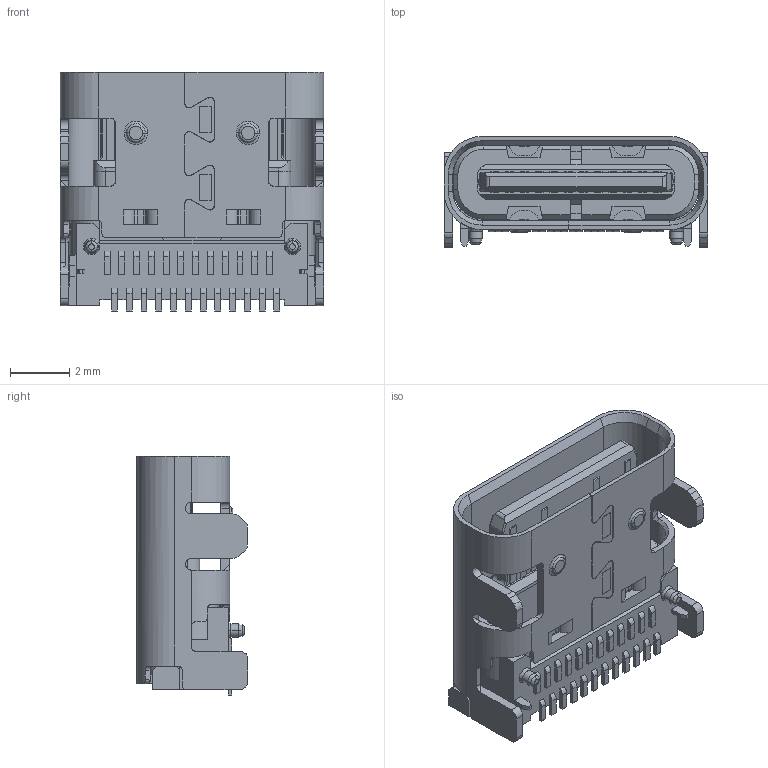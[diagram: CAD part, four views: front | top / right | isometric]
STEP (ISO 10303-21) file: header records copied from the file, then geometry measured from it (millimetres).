
FILE_DESCRIPTION(('STEP AP242'),'1');
FILE_NAME('usb4080-03-a.stp','2022-10-03T20:11:18',('TraceParts'),('TraceParts S.A.'),'Spatial InterOp 3D',' ',' ');
FILE_SCHEMA(('AP242_MANAGED_MODEL_BASED_3D_ENGINEERING_MIM_LF {1 0 10303 442 1 1 4}'));
Length unit declared in the file: millimetre
Products named in the file (1): usb4080-03-a_1
Bounding box: 8.94 x 3.76 x 8.1 mm (x, y, z)
Volume: 129.1 mm3; surface area: 566.8 mm2
Topology: 3 solids, 9 shells, 1096 faces, 3000 edges, 1938 vertices
Faces by surface type: plane 686, cylinder 302, bspline 72, cone 36
Entity records: 42397 total; most frequent: CARTESIAN_POINT 9637, ORIENTED_EDGE 5988, DIRECTION 5291, EDGE_CURVE 2994, LINE 1991, VECTOR 1991, VERTEX_POINT 1938, AXIS2_PLACEMENT_3D 1650
